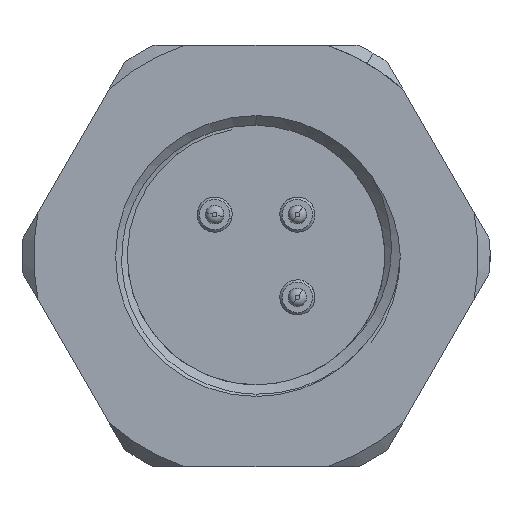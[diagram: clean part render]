
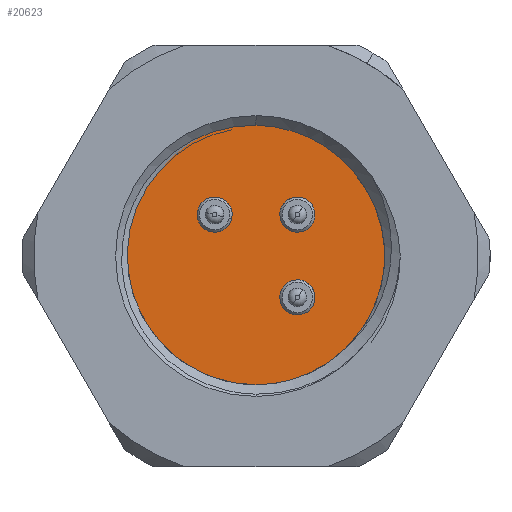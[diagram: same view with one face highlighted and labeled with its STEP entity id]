
A CAD part, left-side view. The second image highlights one B-rep face of the part: STEP entity #20623.
In plain terms, the highlighted face is planar.
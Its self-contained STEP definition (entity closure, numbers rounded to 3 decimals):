
#1028 = FACE_OUTER_BOUND ( 'NONE', #4470, .T. ) ;
#1632 = ORIENTED_EDGE ( 'NONE', *, *, #18796, .F. ) ;
#1849 = DIRECTION ( 'NONE',  ( 1., 0., 0. ) ) ;
#2668 = ORIENTED_EDGE ( 'NONE', *, *, #9941, .T. ) ;
#2767 = CIRCLE ( 'NONE', #6863, 0.75 ) ;
#2870 = CARTESIAN_POINT ( 'NONE',  ( 9.35, 1.768, -1.768 ) ) ;
#3277 = EDGE_CURVE ( 'NONE', #10146, #20443, #17585, .T. ) ;
#3651 = DIRECTION ( 'NONE',  ( 0., 0., -1. ) ) ;
#3678 = VERTEX_POINT ( 'NONE', #11253 ) ;
#3783 = CARTESIAN_POINT ( 'NONE',  ( 9.35, -1.768, -1.768 ) ) ;
#4146 = PLANE ( 'NONE',  #8081 ) ;
#4253 = VERTEX_POINT ( 'NONE', #10378 ) ;
#4470 = EDGE_LOOP ( 'NONE', ( #12014, #2668 ) ) ;
#4886 = ORIENTED_EDGE ( 'NONE', *, *, #12062, .F. ) ;
#4933 = CIRCLE ( 'NONE', #12232, 0.75 ) ;
#5204 = FACE_BOUND ( 'NONE', #7960, .T. ) ;
#5231 = DIRECTION ( 'NONE',  ( 1., 0., 0. ) ) ;
#5425 = DIRECTION ( 'NONE',  ( 1., 0., 0. ) ) ;
#5769 = DIRECTION ( 'NONE',  ( -1., 0., 0. ) ) ;
#6012 = CIRCLE ( 'NONE', #13058, 0.75 ) ;
#6408 = ORIENTED_EDGE ( 'NONE', *, *, #12299, .F. ) ;
#6863 = AXIS2_PLACEMENT_3D ( 'NONE', #6976, #5425, #21069 ) ;
#6976 = CARTESIAN_POINT ( 'NONE',  ( 9.35, -1.768, -1.768 ) ) ;
#7110 = CARTESIAN_POINT ( 'NONE',  ( 9.35, 1.768, -2.518 ) ) ;
#7198 = DIRECTION ( 'NONE',  ( 0., 0., -1. ) ) ;
#7884 = AXIS2_PLACEMENT_3D ( 'NONE', #16070, #21280, #7198 ) ;
#7960 = EDGE_LOOP ( 'NONE', ( #4886, #1632 ) ) ;
#8081 = AXIS2_PLACEMENT_3D ( 'NONE', #18003, #5769, #21858 ) ;
#8632 = CARTESIAN_POINT ( 'NONE',  ( 9.35, -1.768, 1.018 ) ) ;
#8996 = CARTESIAN_POINT ( 'NONE',  ( 9.35, 1.768, -1.768 ) ) ;
#9894 = VERTEX_POINT ( 'NONE', #7110 ) ;
#9941 = EDGE_CURVE ( 'NONE', #20337, #3678, #21086, .T. ) ;
#10086 = DIRECTION ( 'NONE',  ( 0., 0., -1. ) ) ;
#10146 = VERTEX_POINT ( 'NONE', #21658 ) ;
#10378 = CARTESIAN_POINT ( 'NONE',  ( 9.35, 1.768, -1.018 ) ) ;
#11013 = EDGE_CURVE ( 'NONE', #3678, #20337, #21898, .T. ) ;
#11218 = DIRECTION ( 'NONE',  ( 0., 0., -1. ) ) ;
#11253 = CARTESIAN_POINT ( 'NONE',  ( 9.35, 0., -6. ) ) ;
#12014 = ORIENTED_EDGE ( 'NONE', *, *, #11013, .T. ) ;
#12062 = EDGE_CURVE ( 'NONE', #15760, #12145, #2767, .T. ) ;
#12145 = VERTEX_POINT ( 'NONE', #12474 ) ;
#12232 = AXIS2_PLACEMENT_3D ( 'NONE', #3783, #19507, #22886 ) ;
#12291 = CARTESIAN_POINT ( 'NONE',  ( 9.35, -1.768, 1.768 ) ) ;
#12299 = EDGE_CURVE ( 'NONE', #20443, #10146, #19960, .T. ) ;
#12474 = CARTESIAN_POINT ( 'NONE',  ( 9.35, -1.768, -1.018 ) ) ;
#12487 = EDGE_CURVE ( 'NONE', #9894, #4253, #19666, .T. ) ;
#12688 = EDGE_LOOP ( 'NONE', ( #6408, #19007 ) ) ;
#13058 = AXIS2_PLACEMENT_3D ( 'NONE', #8996, #21365, #11218 ) ;
#13131 = ORIENTED_EDGE ( 'NONE', *, *, #16065, .F. ) ;
#14623 = FACE_BOUND ( 'NONE', #12688, .T. ) ;
#14834 = AXIS2_PLACEMENT_3D ( 'NONE', #17807, #1849, #3651 ) ;
#15149 = ORIENTED_EDGE ( 'NONE', *, *, #12487, .F. ) ;
#15238 = DIRECTION ( 'NONE',  ( 0., 0., -1. ) ) ;
#15442 = AXIS2_PLACEMENT_3D ( 'NONE', #12291, #5231, #17775 ) ;
#15760 = VERTEX_POINT ( 'NONE', #22508 ) ;
#16065 = EDGE_CURVE ( 'NONE', #4253, #9894, #6012, .T. ) ;
#16070 = CARTESIAN_POINT ( 'NONE',  ( 9.35, 0., 0. ) ) ;
#16073 = AXIS2_PLACEMENT_3D ( 'NONE', #20864, #18861, #10086 ) ;
#16260 = EDGE_LOOP ( 'NONE', ( #15149, #13131 ) ) ;
#17101 = DIRECTION ( 'NONE',  ( 1., 0., 0. ) ) ;
#17585 = CIRCLE ( 'NONE', #16073, 0.75 ) ;
#17775 = DIRECTION ( 'NONE',  ( 0., 0., -1. ) ) ;
#17807 = CARTESIAN_POINT ( 'NONE',  ( 9.35, 0., 0. ) ) ;
#17844 = CARTESIAN_POINT ( 'NONE',  ( 9.35, 0., 6. ) ) ;
#18003 = CARTESIAN_POINT ( 'NONE',  ( 9.35, 4.5, 0. ) ) ;
#18164 = AXIS2_PLACEMENT_3D ( 'NONE', #2870, #17101, #15238 ) ;
#18796 = EDGE_CURVE ( 'NONE', #12145, #15760, #4933, .T. ) ;
#18861 = DIRECTION ( 'NONE',  ( 1., 0., 0. ) ) ;
#19007 = ORIENTED_EDGE ( 'NONE', *, *, #3277, .F. ) ;
#19507 = DIRECTION ( 'NONE',  ( 1., 0., 0. ) ) ;
#19666 = CIRCLE ( 'NONE', #18164, 0.75 ) ;
#19905 = FACE_BOUND ( 'NONE', #16260, .T. ) ;
#19960 = CIRCLE ( 'NONE', #15442, 0.75 ) ;
#20337 = VERTEX_POINT ( 'NONE', #17844 ) ;
#20443 = VERTEX_POINT ( 'NONE', #8632 ) ;
#20623 = ADVANCED_FACE ( 'NONE', ( #14623, #5204, #19905, #1028 ), #4146, .F. ) ;
#20864 = CARTESIAN_POINT ( 'NONE',  ( 9.35, -1.768, 1.768 ) ) ;
#21069 = DIRECTION ( 'NONE',  ( 0., 0., -1. ) ) ;
#21086 = CIRCLE ( 'NONE', #7884, 6. ) ;
#21280 = DIRECTION ( 'NONE',  ( 1., 0., 0. ) ) ;
#21365 = DIRECTION ( 'NONE',  ( 1., 0., 0. ) ) ;
#21658 = CARTESIAN_POINT ( 'NONE',  ( 9.35, -1.768, 2.518 ) ) ;
#21858 = DIRECTION ( 'NONE',  ( 0., 0., 1. ) ) ;
#21898 = CIRCLE ( 'NONE', #14834, 6. ) ;
#22508 = CARTESIAN_POINT ( 'NONE',  ( 9.35, -1.768, -2.518 ) ) ;
#22886 = DIRECTION ( 'NONE',  ( 0., 0., -1. ) ) ;
